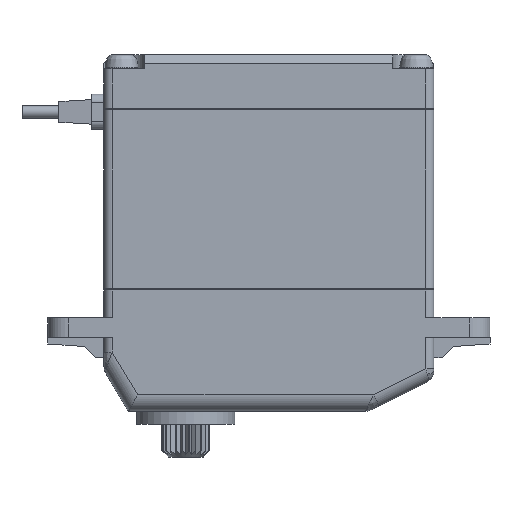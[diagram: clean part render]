
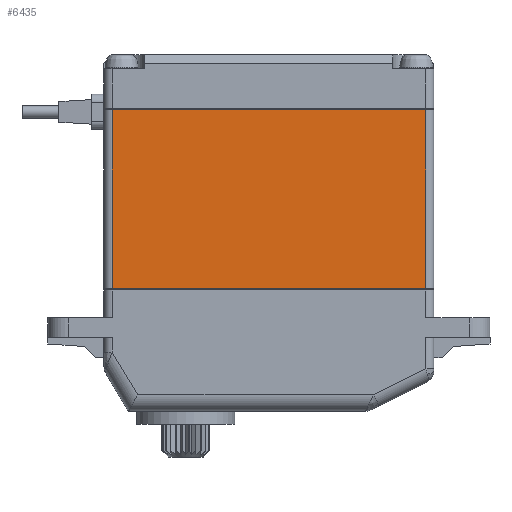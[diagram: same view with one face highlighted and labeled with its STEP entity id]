
A CAD part, front view. The second image highlights one B-rep face of the part: STEP entity #6435.
In plain terms, the highlighted planar face has unit normal (0, -1, 0).
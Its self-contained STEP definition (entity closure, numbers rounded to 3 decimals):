
#440 = VERTEX_POINT ( 'NONE', #6192 ) ;
#888 = DIRECTION ( 'NONE',  ( 1., 0., 0. ) ) ;
#1279 = VECTOR ( 'NONE', #4036, 1000. ) ;
#1568 = DIRECTION ( 'NONE',  ( 0., 0., 1. ) ) ;
#1784 = VERTEX_POINT ( 'NONE', #19395 ) ;
#1940 = VERTEX_POINT ( 'NONE', #7567 ) ;
#3099 = PLANE ( 'NONE',  #4382 ) ;
#4036 = DIRECTION ( 'NONE',  ( 1., 0., 0. ) ) ;
#4382 = AXIS2_PLACEMENT_3D ( 'NONE', #16978, #6605, #8333 ) ;
#4597 = VECTOR ( 'NONE', #13132, 1000. ) ;
#4968 = LINE ( 'NONE', #13778, #17153 ) ;
#5577 = CARTESIAN_POINT ( 'NONE',  ( -19.15, -10., 3.6 ) ) ;
#6192 = CARTESIAN_POINT ( 'NONE',  ( 19.15, -10., 3.6 ) ) ;
#6308 = EDGE_CURVE ( 'NONE', #1940, #20360, #8933, .T. ) ;
#6435 = ADVANCED_FACE ( 'NONE', ( #17307 ), #3099, .F. ) ;
#6605 = DIRECTION ( 'NONE',  ( 0., 1., 0. ) ) ;
#7527 = EDGE_CURVE ( 'NONE', #20360, #440, #18399, .T. ) ;
#7567 = CARTESIAN_POINT ( 'NONE',  ( -19.15, -10., 25.4 ) ) ;
#8333 = DIRECTION ( 'NONE',  ( -1., 0., 0. ) ) ;
#8933 = LINE ( 'NONE', #20071, #4597 ) ;
#10245 = LINE ( 'NONE', #16223, #1279 ) ;
#13132 = DIRECTION ( 'NONE',  ( 0., 0., -1. ) ) ;
#13778 = CARTESIAN_POINT ( 'NONE',  ( 19.15, -10., 32.1 ) ) ;
#15528 = ORIENTED_EDGE ( 'NONE', *, *, #22409, .T. ) ;
#16223 = CARTESIAN_POINT ( 'NONE',  ( -19.15, -10., 25.4 ) ) ;
#16706 = ORIENTED_EDGE ( 'NONE', *, *, #7527, .T. ) ;
#16908 = ORIENTED_EDGE ( 'NONE', *, *, #19081, .F. ) ;
#16978 = CARTESIAN_POINT ( 'NONE',  ( 20.15, -10., 32.1 ) ) ;
#17153 = VECTOR ( 'NONE', #1568, 1000. ) ;
#17307 = FACE_OUTER_BOUND ( 'NONE', #19236, .T. ) ;
#17678 = ORIENTED_EDGE ( 'NONE', *, *, #6308, .T. ) ;
#18399 = LINE ( 'NONE', #21617, #21110 ) ;
#19081 = EDGE_CURVE ( 'NONE', #1940, #1784, #10245, .T. ) ;
#19236 = EDGE_LOOP ( 'NONE', ( #17678, #16706, #15528, #16908 ) ) ;
#19395 = CARTESIAN_POINT ( 'NONE',  ( 19.15, -10., 25.4 ) ) ;
#20071 = CARTESIAN_POINT ( 'NONE',  ( -19.15, -10., 32.1 ) ) ;
#20360 = VERTEX_POINT ( 'NONE', #5577 ) ;
#21110 = VECTOR ( 'NONE', #888, 1000. ) ;
#21617 = CARTESIAN_POINT ( 'NONE',  ( 19.15, -10., 3.6 ) ) ;
#22409 = EDGE_CURVE ( 'NONE', #440, #1784, #4968, .T. ) ;
